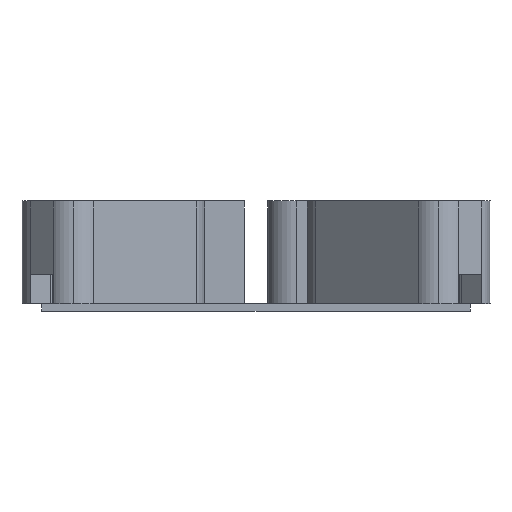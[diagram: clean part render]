
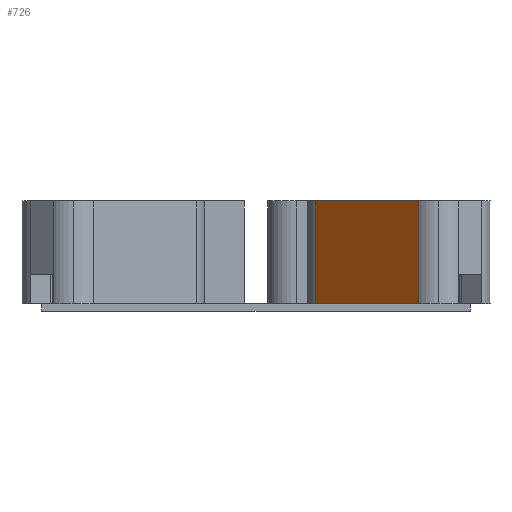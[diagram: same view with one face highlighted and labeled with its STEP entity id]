
A CAD part, left-side view. The second image highlights one B-rep face of the part: STEP entity #726.
In plain terms, the highlighted planar face has unit normal (-0.707, 0.707, 0).
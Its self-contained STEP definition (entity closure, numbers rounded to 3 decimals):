
#8 = DIRECTION ( 'NONE',  ( 0., 0., 1. ) ) ;
#185 = VECTOR ( 'NONE', #4026, 1000. ) ;
#381 = CARTESIAN_POINT ( 'NONE',  ( -103.182, -45.504, 33.82 ) ) ;
#392 = VECTOR ( 'NONE', #8, 1000. ) ;
#491 = LINE ( 'NONE', #1181, #2036 ) ;
#497 = ORIENTED_EDGE ( 'NONE', *, *, #2996, .T. ) ;
#565 = LINE ( 'NONE', #3475, #185 ) ;
#726 = ADVANCED_FACE ( 'NONE', ( #2244 ), #3514, .F. ) ;
#816 = VECTOR ( 'NONE', #3672, 1000. ) ;
#1035 = CARTESIAN_POINT ( 'NONE',  ( -100., -42.322, 5. ) ) ;
#1058 = VERTEX_POINT ( 'NONE', #1521 ) ;
#1115 = DIRECTION ( 'NONE',  ( -0.707, -0.707, 0. ) ) ;
#1119 = EDGE_LOOP ( 'NONE', ( #3646, #1423, #2375, #497, #3576 ) ) ;
#1122 = EDGE_CURVE ( 'NONE', #1058, #3627, #1921, .T. ) ;
#1181 = CARTESIAN_POINT ( 'NONE',  ( -108.839, -51.161, 33.82 ) ) ;
#1186 = DIRECTION ( 'NONE',  ( 0.707, -0.707, 0. ) ) ;
#1208 = CARTESIAN_POINT ( 'NONE',  ( -74.389, -16.711, 33.82 ) ) ;
#1320 = EDGE_CURVE ( 'NONE', #3589, #1662, #1374, .T. ) ;
#1374 = LINE ( 'NONE', #3022, #1788 ) ;
#1423 = ORIENTED_EDGE ( 'NONE', *, *, #2149, .T. ) ;
#1476 = AXIS2_PLACEMENT_3D ( 'NONE', #1504, #1186, #3733 ) ;
#1498 = CARTESIAN_POINT ( 'NONE',  ( -74.389, -16.711, 5. ) ) ;
#1504 = CARTESIAN_POINT ( 'NONE',  ( -108.839, -51.161, 33.82 ) ) ;
#1521 = CARTESIAN_POINT ( 'NONE',  ( -103.182, -45.504, 5. ) ) ;
#1662 = VERTEX_POINT ( 'NONE', #1035 ) ;
#1788 = VECTOR ( 'NONE', #1115, 1000. ) ;
#1921 = LINE ( 'NONE', #2301, #392 ) ;
#2015 = LINE ( 'NONE', #3617, #816 ) ;
#2036 = VECTOR ( 'NONE', #2171, 1000. ) ;
#2149 = EDGE_CURVE ( 'NONE', #2256, #3589, #2015, .T. ) ;
#2171 = DIRECTION ( 'NONE',  ( -0.707, -0.707, 0. ) ) ;
#2244 = FACE_OUTER_BOUND ( 'NONE', #1119, .T. ) ;
#2256 = VERTEX_POINT ( 'NONE', #1208 ) ;
#2301 = CARTESIAN_POINT ( 'NONE',  ( -103.182, -45.504, 33.82 ) ) ;
#2375 = ORIENTED_EDGE ( 'NONE', *, *, #1320, .T. ) ;
#2612 = EDGE_CURVE ( 'NONE', #2256, #3627, #491, .T. ) ;
#2996 = EDGE_CURVE ( 'NONE', #1662, #1058, #565, .T. ) ;
#3022 = CARTESIAN_POINT ( 'NONE',  ( -108.839, -51.161, 5. ) ) ;
#3475 = CARTESIAN_POINT ( 'NONE',  ( -108.839, -51.161, 5. ) ) ;
#3514 = PLANE ( 'NONE',  #1476 ) ;
#3576 = ORIENTED_EDGE ( 'NONE', *, *, #1122, .T. ) ;
#3589 = VERTEX_POINT ( 'NONE', #1498 ) ;
#3617 = CARTESIAN_POINT ( 'NONE',  ( -74.389, -16.711, 33.82 ) ) ;
#3627 = VERTEX_POINT ( 'NONE', #381 ) ;
#3646 = ORIENTED_EDGE ( 'NONE', *, *, #2612, .F. ) ;
#3672 = DIRECTION ( 'NONE',  ( 0., 0., -1. ) ) ;
#3733 = DIRECTION ( 'NONE',  ( 0.707, 0.707, 0. ) ) ;
#4026 = DIRECTION ( 'NONE',  ( -0.707, -0.707, 0. ) ) ;
